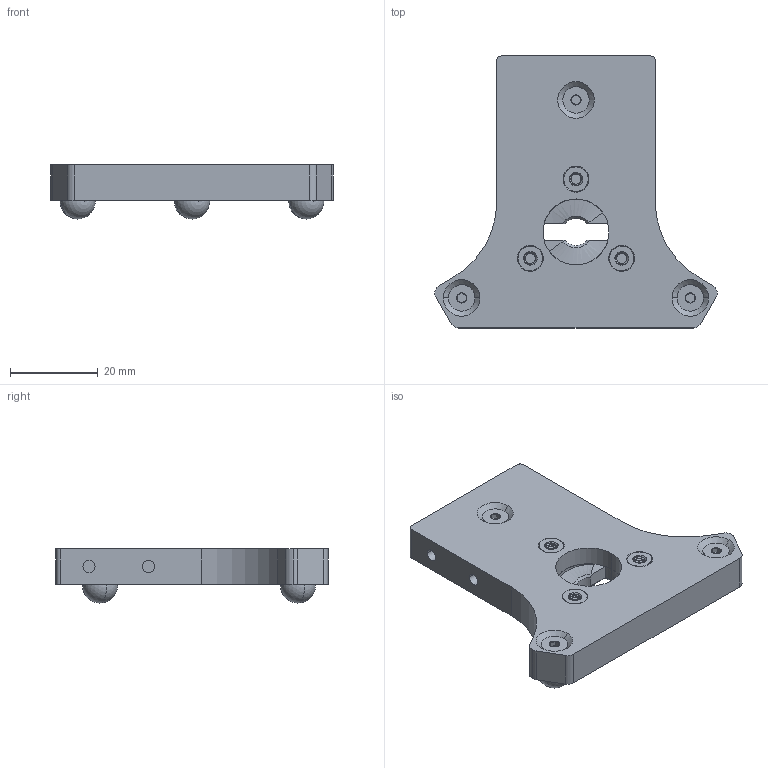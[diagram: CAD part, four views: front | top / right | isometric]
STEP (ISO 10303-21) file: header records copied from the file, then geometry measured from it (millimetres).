
FILE_DESCRIPTION (( 'STEP AP214' ), '1' );
FILE_NAME ('tool_template_assembly.STEP', '2021-02-03T18:31:37', ( '' ), ( '' ), 'SwSTEP 2.0', 'SolidWorks 2019', '' );
FILE_SCHEMA (( 'AUTOMOTIVE_DESIGN' ));
Length unit declared in the file: millimetre
Products named in the file (6): wedge_plate; m3_6mm_flathead_screw_92125A126_92125A126; base_tool_plate_Wedge Downward; m3_8mm_threaded_ball; m3_heat_set_insert_94180A331_94180A331; tool_template_assembly
Assembly tree (14 placements, depth 2):
  tool_template_assembly
    base_tool_plate_Wedge Downward
    m3_8mm_threaded_ball  x3
    wedge_plate
    m3_6mm_flathead_screw_92125A126_92125A126  x6
    m3_heat_set_insert_94180A331_94180A331  x3
Bounding box: 64.16 x 61.83 x 12.3 mm (x, y, z)
Volume: 19649.7 mm3; surface area: 10975.2 mm2
Topology: 14 solids, 14 shells, 1271 faces, 3531 edges, 2302 vertices
Faces by surface type: cylinder 560, bspline 459, cone 134, plane 106, sphere 12
Entity records: 19047 total; most frequent: CARTESIAN_POINT 9523, ORIENTED_EDGE 2418, DIRECTION 1514, EDGE_CURVE 1209, VERTEX_POINT 789, AXIS2_PLACEMENT_3D 637, EDGE_LOOP 476, ADVANCED_FACE 441
